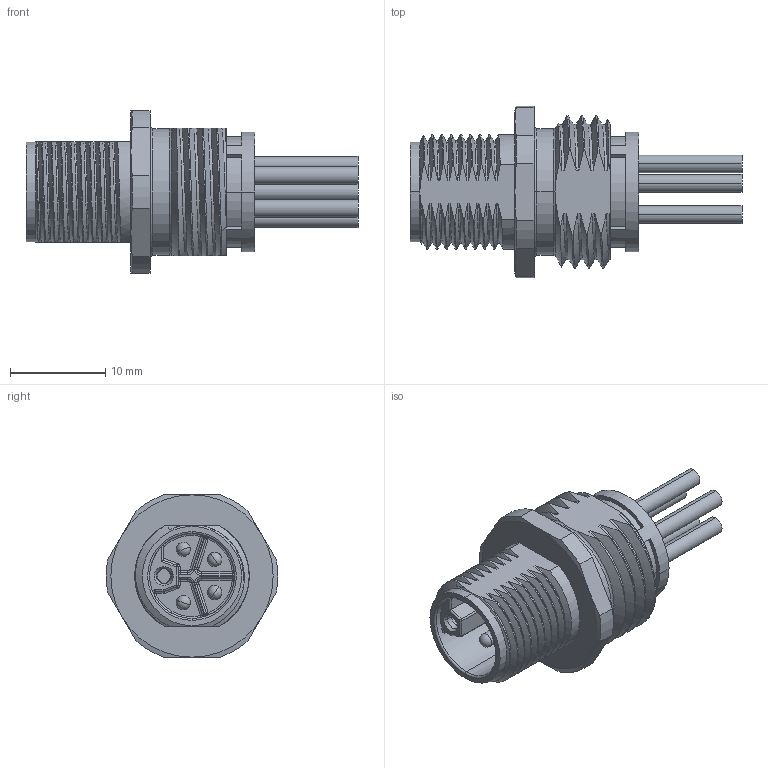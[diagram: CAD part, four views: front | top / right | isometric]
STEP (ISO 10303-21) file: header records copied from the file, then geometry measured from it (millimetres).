
FILE_DESCRIPTION((''),'2;1');
FILE_NAME('CAD-9223','2024-11-28T08:48:53',('creinig-se'),(''),'CREO PARAMETRIC BY PTC INC, 2022284','CREO PARAMETRIC BY PTC INC, 2022284','');
FILE_SCHEMA(('CONFIG_CONTROL_DESIGN','SHAPE_APPEARANCE_LAYERS_GROUPS'));
Length unit declared in the file: millimetre
Products named in the file (1): CAD-9223
Bounding box: 34.8 x 17.96 x 17 mm (x, y, z)
Volume: 2700.4 mm3; surface area: 3041.7 mm2
Topology: 1 solids, 3 shells, 464 faces, 1248 edges, 780 vertices
Faces by surface type: cylinder 214, plane 93, torus 54, bspline 52, cone 26, sphere 25
Entity records: 23814 total; most frequent: CARTESIAN_POINT 7913, ORIENTED_EDGE 2438, DIRECTION 2214, PRESENTATION_STYLE_ASSIGNMENT 1349, STYLED_ITEM 1318, CURVE_STYLE 1219, EDGE_CURVE 1219, AXIS2_PLACEMENT_3D 885
